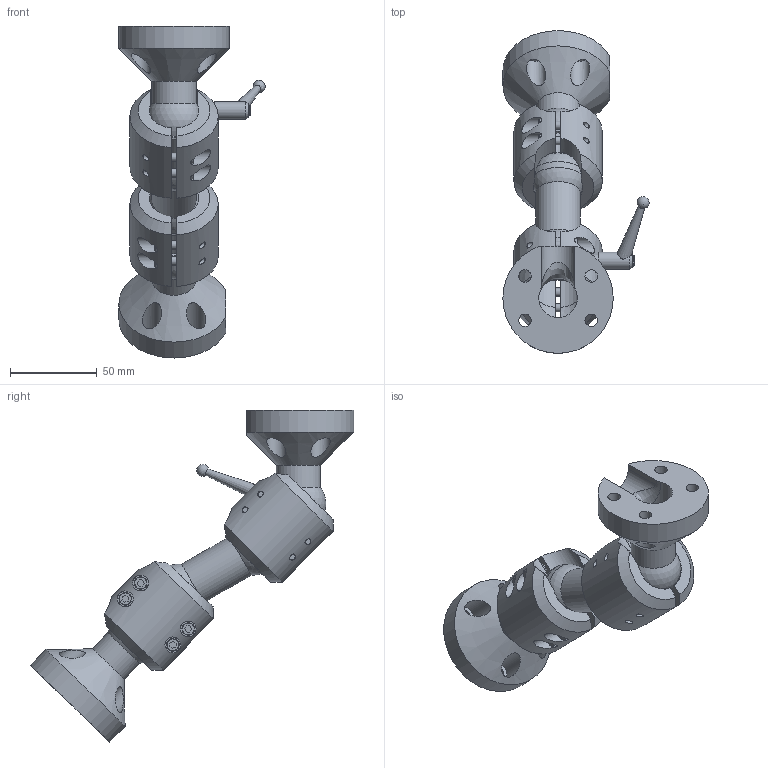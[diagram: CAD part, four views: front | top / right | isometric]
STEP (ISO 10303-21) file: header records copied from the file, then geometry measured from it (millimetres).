
FILE_DESCRIPTION (( 'STEP AP214' ), '1' );
FILE_NAME ('AFSB-1002.STEP', '2023-12-14T13:04:08', ( '' ), ( '' ), 'SwSTEP 2.0', 'SolidWorks 2023', '' );
FILE_SCHEMA (( 'AUTOMOTIVE_DESIGN' ));
Length unit declared in the file: inch
Products named in the file (1): AFSB-1002
Bounding box: 84.14 x 185.92 x 190.99 mm (x, y, z)
Volume: 237309.4 mm3; surface area: 88312.5 mm2
Topology: 18 solids, 18 shells, 307 faces, 730 edges, 491 vertices
Faces by surface type: plane 145, cylinder 99, cone 44, sphere 15, bspline 2, torus 2
Full cylindrical faces by diameter (mm): 3.68 x8, 4.826 x8, 4.844 x1, 4.877 x1, 5.613 x8, 5.974 x1, 6.177 x1, 7.144 x8, 7.239 x8, 7.722 x1, 7.938 x1, 9.119 x8, 10.038 x1, 11.112 x4, 11.113 x4, 22.225 x3, 25.4 x3, 31.496 x2
Entity records: 13020 total; most frequent: CARTESIAN_POINT 6385, DIRECTION 1306, ORIENTED_EDGE 1118, EDGE_CURVE 559, AXIS2_PLACEMENT_3D 535, EDGE_LOOP 501, VERTEX_POINT 426, FACE_OUTER_BOUND 375
